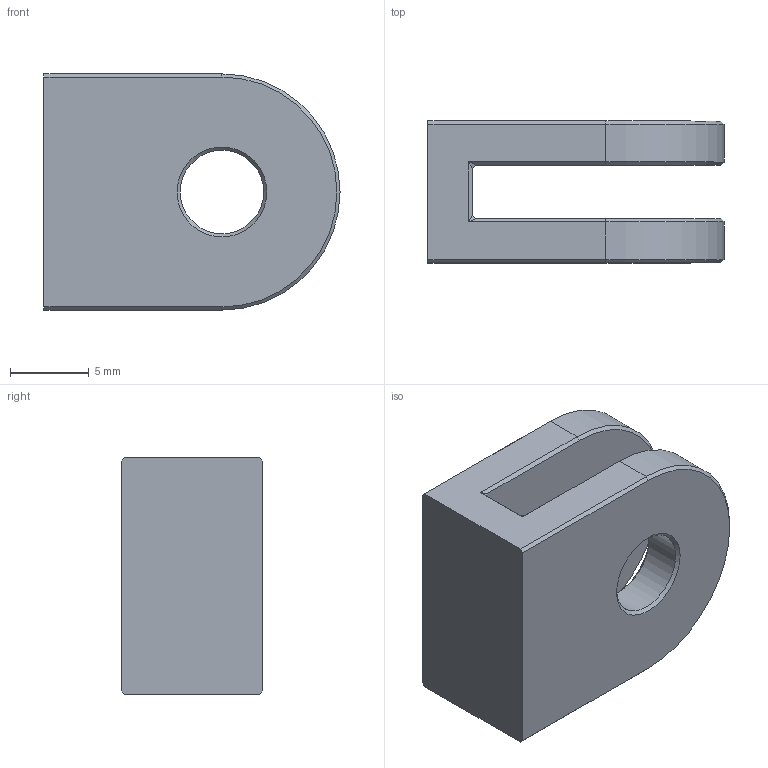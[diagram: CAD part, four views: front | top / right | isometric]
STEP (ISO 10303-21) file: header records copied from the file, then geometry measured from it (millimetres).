
FILE_DESCRIPTION(/* description */ (''),/* implementation_level */ '2;1');
FILE_NAME(/* name */ 'Male Mount MMS v1.step',/* time_stamp */ '2021-07-12T13:17:46-05:00',/* author */ (''),/* organization */ (''),/* preprocessor_version */ 'ST-DEVELOPER v18.1',/* originating_system */ 'Autodesk Translation Framework v10.9.0.1377',/* authorisation */ '');
FILE_SCHEMA (('AUTOMOTIVE_DESIGN { 1 0 10303 214 3 1 1 }'));
Length unit declared in the file: millimetre
Products named in the file (2): Male Mount MMS; Male-Male
Assembly tree (1 placements, depth 2):
  Male Mount MMS
    Male-Male
Bounding box: 18.8 x 9 x 15 mm (x, y, z)
Volume: 1458.9 mm3; surface area: 1383.8 mm2
Topology: 1 solids, 1 shells, 36 faces, 78 edges, 44 vertices
Faces by surface type: plane 24, cone 8, cylinder 4
Full cylindrical faces by diameter (mm): 5.3 x2
Entity records: 1014 total; most frequent: DIRECTION 172, CARTESIAN_POINT 161, ORIENTED_EDGE 156, EDGE_CURVE 78, LINE 62, VECTOR 62, AXIS2_PLACEMENT_3D 55, VERTEX_POINT 44
